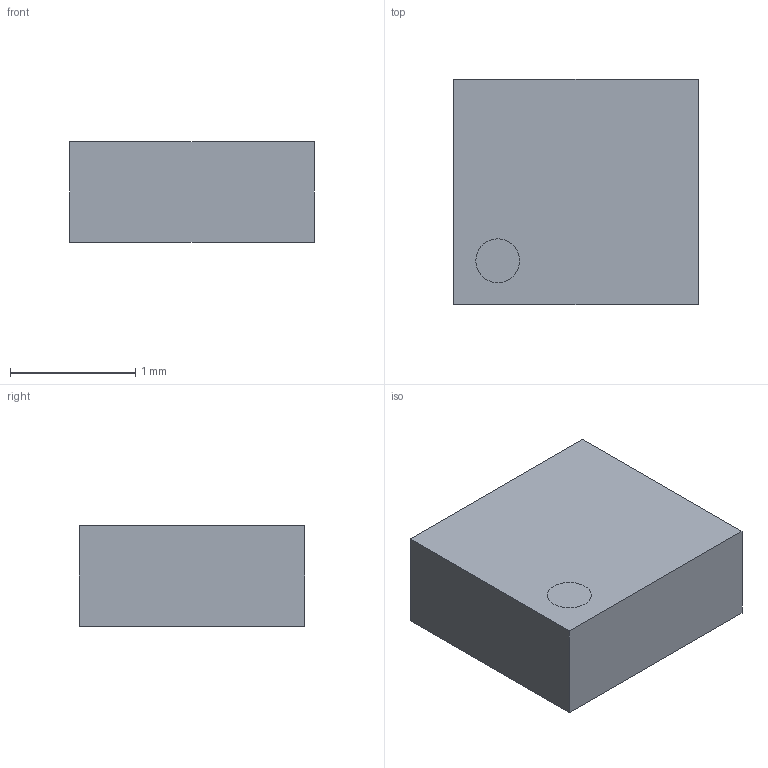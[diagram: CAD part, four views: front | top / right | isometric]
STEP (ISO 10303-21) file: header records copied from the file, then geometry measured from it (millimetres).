
FILE_DESCRIPTION(/* description */ (''),/* implementation_level */ '2;1');
FILE_NAME(/* name */ 'PANASONIC_AQY2(TSON).stp',/* time_stamp */ '2016-07-06T11:49:18+02:00',/* author */ ('riccim'),/* organization */ ('SolidWorks'),/* preprocessor_version */ 'ST-DEVELOPER v15.5',/* originating_system */ 'AutoCAD Mechanical',/* authorisation */ ' ');
FILE_SCHEMA (('AUTOMOTIVE_DESIGN { 1 0 10303 214 3 1 1 }'));
Length unit declared in the file: millimetre
Products named in the file (1): Product
Bounding box: 1.95 x 1.8 x 0.8 mm (x, y, z)
Volume: 2.8 mm3; surface area: 19.8 mm2
Topology: 6 solids, 6 shells, 55 faces, 114 edges, 76 vertices
Faces by surface type: plane 53, cylinder 2
Full cylindrical faces by diameter (mm): 0.35 x2
Entity records: 1463 total; most frequent: CARTESIAN_POINT 244, DIRECTION 228, ORIENTED_EDGE 224, EDGE_CURVE 112, LINE 108, VECTOR 108, VERTEX_POINT 76, EDGE_LOOP 62
